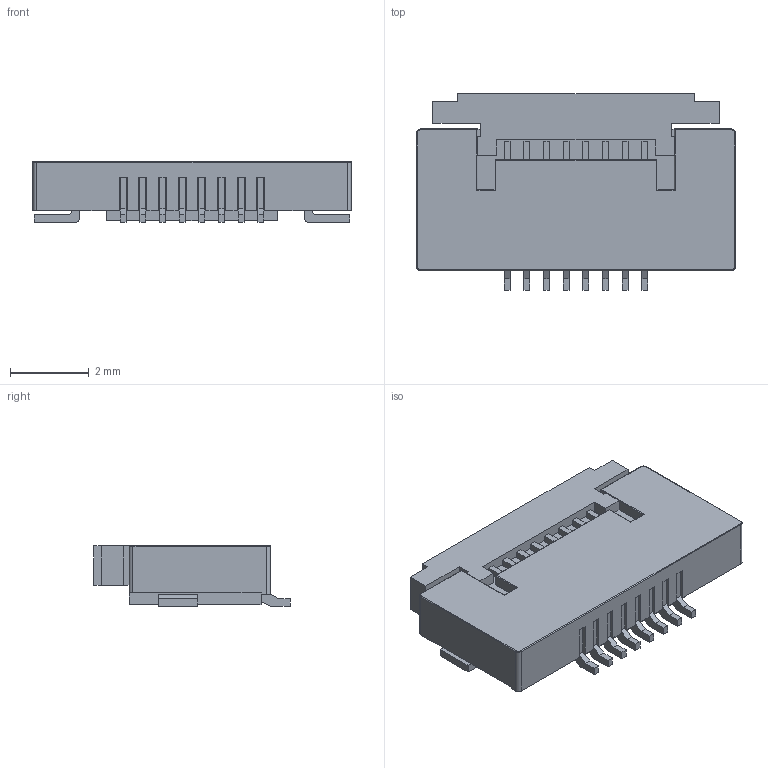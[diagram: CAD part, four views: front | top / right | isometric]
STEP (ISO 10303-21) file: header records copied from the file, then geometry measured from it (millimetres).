
FILE_DESCRIPTION (( 'STEP AP214' ), '1' );
FILE_NAME ('fpc-8p-0.5mm.STEP', '2022-06-04T07:54:00', ( '' ), ( '' ), 'SwSTEP 2.0', 'SolidWorks 2018', '' );
FILE_SCHEMA (( 'AUTOMOTIVE_DESIGN' ));
Length unit declared in the file: millimetre
Products named in the file (5): 3D_PCB1_2022-06-04.step; COMPOUND.step; fpc-8p-0.5mm; FFC-SMD_8P-P0.50_XKB_X05A15L8T.step; U1.step
Assembly tree (4 placements, depth 5):
  fpc-8p-0.5mm
    3D_PCB1_2022-06-04.step
      U1.step
        FFC-SMD_8P-P0.50_XKB_X05A15L8T.step
          COMPOUND.step
Bounding box: 8.1 x 5 x 1.55 mm (x, y, z)
Volume: 45.2 mm3; surface area: 132.5 mm2
Topology: 3 solids, 3 shells, 282 faces, 789 edges, 520 vertices
Faces by surface type: plane 234, cylinder 28, bspline 16, torus 4
Entity records: 11741 total; most frequent: CARTESIAN_POINT 2681, ORIENTED_EDGE 1578, DIRECTION 1349, EDGE_CURVE 789, VECTOR 701, LINE 701, VERTEX_POINT 520, AXIS2_PLACEMENT_3D 324
